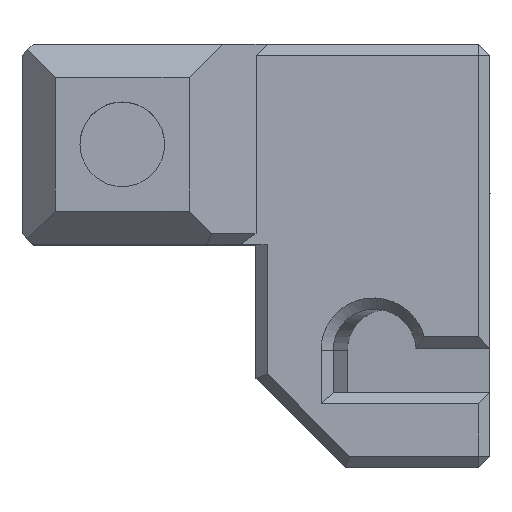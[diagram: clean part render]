
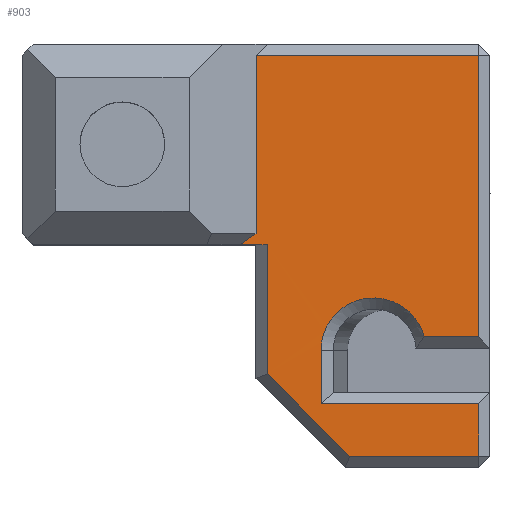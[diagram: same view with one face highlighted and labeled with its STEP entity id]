
A CAD part, top view. The second image highlights one B-rep face of the part: STEP entity #903.
In plain terms, the highlighted planar face has unit normal (0, 0, 1).
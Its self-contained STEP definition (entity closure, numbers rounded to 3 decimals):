
#33=B_SPLINE_CURVE_WITH_KNOTS('',3,(#1255,#1256,#1257,#1258,#1259,#1260,
#1261,#1262,#1263,#1264,#1265,#1266,#1267,#1268,#1269,#1270,#1271,#1272,
#1273,#1274,#1275,#1276,#1277,#1278,#1279,#1280,#1281,#1282,#1283,#1284,
#1285,#1286,#1287,#1288,#1289,#1290,#1291),.UNSPECIFIED.,.F.,.F.,(4,3,3,
3,3,3,3,3,3,3,3,3,4),(0.258,0.597,0.937,
1.282,1.649,1.819,2.181,2.509,
2.671,2.701,2.862,3.023,3.142),
 .UNSPECIFIED.);
#54=FACE_OUTER_BOUND('',#109,.T.);
#109=EDGE_LOOP('',(#599,#600,#601,#602,#603,#604,#605,#606,#607,#608,#609,
#610,#611));
#168=LINE('',#1238,#275);
#169=LINE('',#1241,#276);
#172=LINE('',#1247,#279);
#173=LINE('',#1249,#280);
#174=LINE('',#1251,#281);
#175=LINE('',#1253,#282);
#176=LINE('',#1293,#283);
#177=LINE('',#1295,#284);
#178=LINE('',#1297,#285);
#179=LINE('',#1299,#286);
#180=LINE('',#1301,#287);
#181=LINE('',#1302,#288);
#275=VECTOR('',#1019,10.);
#276=VECTOR('',#1022,10.);
#279=VECTOR('',#1027,10.);
#280=VECTOR('',#1028,10.);
#281=VECTOR('',#1029,10.);
#282=VECTOR('',#1030,10.);
#283=VECTOR('',#1031,10.);
#284=VECTOR('',#1032,10.);
#285=VECTOR('',#1033,10.);
#286=VECTOR('',#1034,10.);
#287=VECTOR('',#1035,10.);
#288=VECTOR('',#1036,10.);
#379=VERTEX_POINT('',#1231);
#382=VERTEX_POINT('',#1236);
#383=VERTEX_POINT('',#1240);
#385=VERTEX_POINT('',#1246);
#386=VERTEX_POINT('',#1248);
#387=VERTEX_POINT('',#1250);
#388=VERTEX_POINT('',#1252);
#389=VERTEX_POINT('',#1254);
#390=VERTEX_POINT('',#1292);
#391=VERTEX_POINT('',#1294);
#392=VERTEX_POINT('',#1296);
#393=VERTEX_POINT('',#1298);
#394=VERTEX_POINT('',#1300);
#462=EDGE_CURVE('',#382,#379,#168,.T.);
#463=EDGE_CURVE('',#379,#383,#169,.T.);
#466=EDGE_CURVE('',#385,#382,#172,.T.);
#467=EDGE_CURVE('',#386,#385,#173,.T.);
#468=EDGE_CURVE('',#387,#386,#174,.T.);
#469=EDGE_CURVE('',#388,#387,#175,.T.);
#470=EDGE_CURVE('',#389,#388,#33,.T.);
#471=EDGE_CURVE('',#390,#389,#176,.T.);
#472=EDGE_CURVE('',#391,#390,#177,.T.);
#473=EDGE_CURVE('',#392,#391,#178,.T.);
#474=EDGE_CURVE('',#393,#392,#179,.T.);
#475=EDGE_CURVE('',#394,#393,#180,.F.);
#476=EDGE_CURVE('',#383,#394,#181,.T.);
#599=ORIENTED_EDGE('',*,*,#462,.F.);
#600=ORIENTED_EDGE('',*,*,#466,.F.);
#601=ORIENTED_EDGE('',*,*,#467,.F.);
#602=ORIENTED_EDGE('',*,*,#468,.F.);
#603=ORIENTED_EDGE('',*,*,#469,.F.);
#604=ORIENTED_EDGE('',*,*,#470,.F.);
#605=ORIENTED_EDGE('',*,*,#471,.F.);
#606=ORIENTED_EDGE('',*,*,#472,.F.);
#607=ORIENTED_EDGE('',*,*,#473,.F.);
#608=ORIENTED_EDGE('',*,*,#474,.F.);
#609=ORIENTED_EDGE('',*,*,#475,.F.);
#610=ORIENTED_EDGE('',*,*,#476,.F.);
#611=ORIENTED_EDGE('',*,*,#463,.F.);
#857=PLANE('',#960);
#903=ADVANCED_FACE('',(#54),#857,.T.);
#960=AXIS2_PLACEMENT_3D('',#1245,#1025,#1026);
#1019=DIRECTION('',(-0.707,0.707,0.));
#1022=DIRECTION('',(0.,1.,0.));
#1025=DIRECTION('center_axis',(0.,0.,
1.));
#1026=DIRECTION('ref_axis',(0.,-1.,0.));
#1027=DIRECTION('',(-1.,0.,0.));
#1028=DIRECTION('',(0.,-1.,0.));
#1029=DIRECTION('',(1.,0.,0.));
#1030=DIRECTION('',(0.,-1.,0.));
#1031=DIRECTION('',(-1.,0.,0.));
#1032=DIRECTION('',(0.,-1.,0.));
#1033=DIRECTION('',(1.,0.,0.));
#1034=DIRECTION('',(0.,1.,0.));
#1035=DIRECTION('',(-0.816,-0.577,0.));
#1036=DIRECTION('',(-1.,0.,0.));
#1231=CARTESIAN_POINT('',(-176.084,-150.954,187.334));
#1236=CARTESIAN_POINT('',(-172.377,-154.661,187.334));
#1238=CARTESIAN_POINT('',(-179.356,-147.683,187.334));
#1240=CARTESIAN_POINT('',(-176.084,-145.161,187.334));
#1241=CARTESIAN_POINT('',(-176.084,-140.661,187.334));
#1245=CARTESIAN_POINT('Origin',(-178.084,-136.161,187.334));
#1246=CARTESIAN_POINT('',(-166.584,-154.661,187.334));
#1247=CARTESIAN_POINT('',(-177.334,-154.661,187.334));
#1248=CARTESIAN_POINT('',(-166.584,-152.288,187.334));
#1249=CARTESIAN_POINT('',(-166.584,-138.411,187.334));
#1250=CARTESIAN_POINT('',(-173.667,-152.288,187.334));
#1251=CARTESIAN_POINT('',(-175.145,-152.288,187.334));
#1252=CARTESIAN_POINT('',(-173.667,-149.901,187.334));
#1253=CARTESIAN_POINT('',(-173.667,-143.031,187.334));
#1254=CARTESIAN_POINT('',(-169.031,-149.301,187.334));
#1255=CARTESIAN_POINT('Ctrl Pts',(-169.033,-149.302,187.334));
#1256=CARTESIAN_POINT('Ctrl Pts',(-169.102,-149.045,187.334));
#1257=CARTESIAN_POINT('Ctrl Pts',(-169.216,-148.8,187.334));
#1258=CARTESIAN_POINT('Ctrl Pts',(-169.365,-148.58,187.334));
#1259=CARTESIAN_POINT('Ctrl Pts',(-169.515,-148.36,187.334));
#1260=CARTESIAN_POINT('Ctrl Pts',(-169.7,-148.164,187.334));
#1261=CARTESIAN_POINT('Ctrl Pts',(-169.914,-148.007,187.334));
#1262=CARTESIAN_POINT('Ctrl Pts',(-170.132,-147.848,187.334));
#1263=CARTESIAN_POINT('Ctrl Pts',(-170.38,-147.728,187.334));
#1264=CARTESIAN_POINT('Ctrl Pts',(-170.64,-147.652,187.334));
#1265=CARTESIAN_POINT('Ctrl Pts',(-170.917,-147.57,187.333));
#1266=CARTESIAN_POINT('Ctrl Pts',(-171.209,-147.538,187.333));
#1267=CARTESIAN_POINT('Ctrl Pts',(-171.496,-147.559,187.333));
#1268=CARTESIAN_POINT('Ctrl Pts',(-171.629,-147.568,187.333));
#1269=CARTESIAN_POINT('Ctrl Pts',(-171.76,-147.589,187.333));
#1270=CARTESIAN_POINT('Ctrl Pts',(-171.889,-147.621,187.333));
#1271=CARTESIAN_POINT('Ctrl Pts',(-172.164,-147.69,187.333));
#1272=CARTESIAN_POINT('Ctrl Pts',(-172.425,-147.813,187.333));
#1273=CARTESIAN_POINT('Ctrl Pts',(-172.658,-147.976,187.333));
#1274=CARTESIAN_POINT('Ctrl Pts',(-172.869,-148.124,187.333));
#1275=CARTESIAN_POINT('Ctrl Pts',(-173.056,-148.306,187.332));
#1276=CARTESIAN_POINT('Ctrl Pts',(-173.21,-148.513,187.332));
#1277=CARTESIAN_POINT('Ctrl Pts',(-173.285,-148.614,187.332));
#1278=CARTESIAN_POINT('Ctrl Pts',(-173.353,-148.721,187.332));
#1279=CARTESIAN_POINT('Ctrl Pts',(-173.411,-148.833,187.332));
#1280=CARTESIAN_POINT('Ctrl Pts',(-173.421,-148.854,187.332));
#1281=CARTESIAN_POINT('Ctrl Pts',(-173.432,-148.876,187.332));
#1282=CARTESIAN_POINT('Ctrl Pts',(-173.442,-148.897,187.332));
#1283=CARTESIAN_POINT('Ctrl Pts',(-173.496,-149.011,187.332));
#1284=CARTESIAN_POINT('Ctrl Pts',(-173.541,-149.129,187.333));
#1285=CARTESIAN_POINT('Ctrl Pts',(-173.576,-149.251,187.333));
#1286=CARTESIAN_POINT('Ctrl Pts',(-173.61,-149.372,187.333));
#1287=CARTESIAN_POINT('Ctrl Pts',(-173.635,-149.496,187.333));
#1288=CARTESIAN_POINT('Ctrl Pts',(-173.65,-149.622,187.333));
#1289=CARTESIAN_POINT('Ctrl Pts',(-173.661,-149.715,187.334));
#1290=CARTESIAN_POINT('Ctrl Pts',(-173.667,-149.808,187.334));
#1291=CARTESIAN_POINT('Ctrl Pts',(-173.667,-149.901,187.334));
#1292=CARTESIAN_POINT('',(-166.584,-149.301,187.334));
#1293=CARTESIAN_POINT('',(-138.666,-149.301,187.334));
#1294=CARTESIAN_POINT('',(-166.584,-136.661,187.334));
#1295=CARTESIAN_POINT('',(-166.584,-138.411,187.334));
#1296=CARTESIAN_POINT('',(-176.584,-136.661,187.334));
#1297=CARTESIAN_POINT('',(-178.084,-136.661,187.334));
#1298=CARTESIAN_POINT('',(-176.584,-144.661,187.334));
#1299=CARTESIAN_POINT('',(-176.584,-144.728,187.334));
#1300=CARTESIAN_POINT('',(-177.291,-145.161,187.334));
#1301=CARTESIAN_POINT('',(-174.699,-143.328,187.334));
#1302=CARTESIAN_POINT('',(-178.084,-145.161,187.334));
